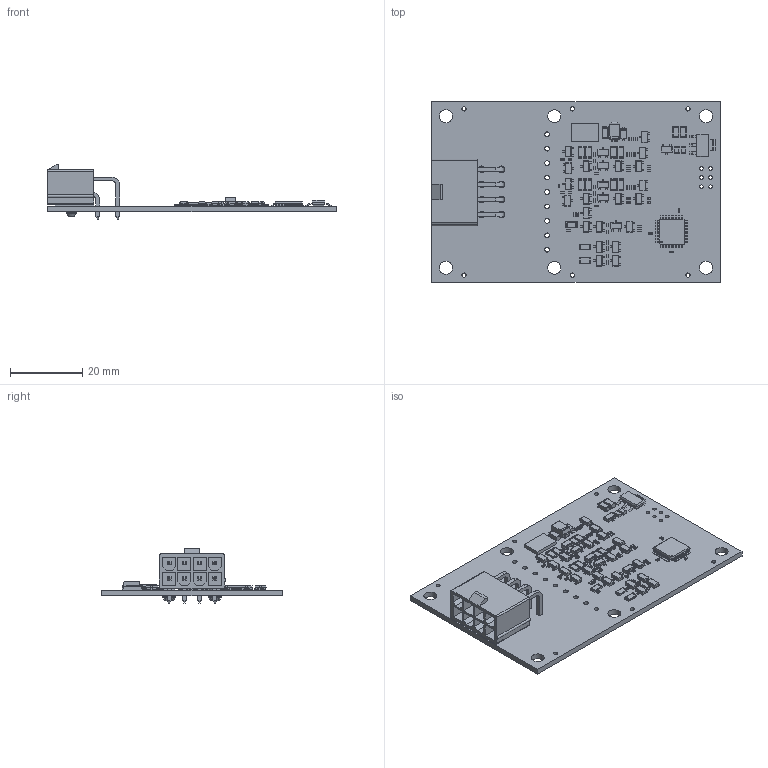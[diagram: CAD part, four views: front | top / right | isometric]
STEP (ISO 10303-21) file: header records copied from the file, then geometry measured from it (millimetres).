
FILE_DESCRIPTION(('Open CASCADE Model'),'2;1');
FILE_NAME('Open CASCADE Shape Model','2022-07-29T14:55:06',('Author'),( 'Open CASCADE'),'Open CASCADE STEP processor 6.8','Open CASCADE 6.8' ,'Unknown');
FILE_SCHEMA(('AUTOMOTIVE_DESIGN { 1 0 10303 214 1 1 1 1 }'));
Length unit declared in the file: millimetre
Products named in the file (125): PCB; Board; Open CASCADE STEP translator 6.8 1.1.1; J10; 039301081; Open CASCADE STEP translator 6.8 1.2.1.1; Open CASCADE STEP translator 6.8 1.2.1.2; D5; SOT23-3; D17; D16; D2; DO214AC-SMA; R30; RESC0402_v2; R29; R2; R1; Q12; Q11; D15; D14; Q5; U2; SOT223-3; U1; TQFP_32; R49; R48; R47; R46; R45; R44; R43; R42; R41; R40; RESC1206_v1; R39; R38 ...
Assembly tree (225 placements, depth 4):
  PCB
    Board
      Open CASCADE STEP translator 6.8 1.1.1
    J10
      039301081
        Open CASCADE STEP translator 6.8 1.2.1.1
        Open CASCADE STEP translator 6.8 1.2.1.2
    D5
      SOT23-3
    D17
      SOT23-3
    D16
      SOT23-3
    D2
      DO214AC-SMA
    R30
      RESC0402_v2
    R29
      RESC0402_v2
    R2
      RESC0402_v2
    R1
      RESC0402_v2
    Q12
      SOT23-3
    Q11
      SOT23-3
    D15
      SOT23-3
    D14
      SOT23-3
    Q5
      SOT23-3
    U2
      SOT223-3
      SOT223-3
      SOT223-3
      SOT223-3
      SOT223-3
    U1
      TQFP_32
    R49
      RESC0402_v2
    R48
      RESC0402_v2
    R47
      RESC0402_v2
    R46
      RESC0402_v2
    R45
      RESC0402_v2
    R44
      RESC0402_v2
    R43
      RESC0402_v2
    R42
      RESC0402_v2
    R41
      RESC0402_v2
    R40
Bounding box: 80 x 50 x 15 mm (x, y, z)
Volume: 8084.8 mm3; surface area: 13038.2 mm2
Topology: 383 solids, 383 shells, 6320 faces, 13834 edges, 8235 vertices
Faces by surface type: plane 2621, bspline 1569, cylinder 1469, sphere 657, cone 4
Full cylindrical faces by diameter (mm): 1 x6, 1.152 x6, 1.3 x9, 1.8 x8, 3 x2, 3.6 x6
Entity records: 47898 total; most frequent: CARTESIAN_POINT 16308, ORIENTED_EDGE 6592, DIRECTION 4261, EDGE_CURVE 3296, VERTEX_POINT 2059, FACE_BOUND 1503, EDGE_LOOP 1503, AXIS2_PLACEMENT_3D 1500
